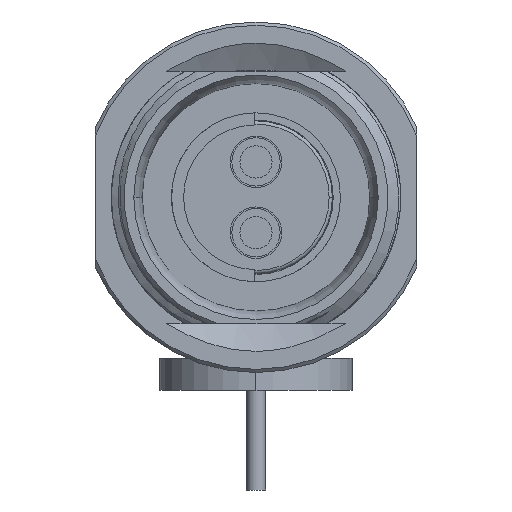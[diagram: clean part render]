
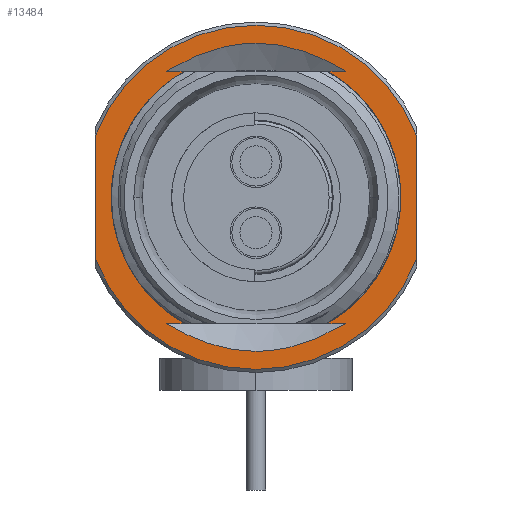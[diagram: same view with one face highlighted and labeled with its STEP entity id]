
A CAD part, front view. The second image highlights one B-rep face of the part: STEP entity #13484.
In plain terms, the highlighted planar face has unit normal (0, -1, 0).
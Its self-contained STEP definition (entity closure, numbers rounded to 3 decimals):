
#3713=CARTESIAN_POINT('',(5.,-14.07,7.903));
#3714=VERTEX_POINT('',#3713);
#3715=CARTESIAN_POINT('',(-5.,-14.07,7.903));
#3716=VERTEX_POINT('',#3715);
#3717=CARTESIAN_POINT('',(0.,-14.07,6.0));
#3718=DIRECTION('',(0.,-1.0,0.));
#3719=DIRECTION('',(0.935,0.,0.356));
#3720=AXIS2_PLACEMENT_3D('',#3717,#3718,#3719);
#3721=CIRCLE('',#3720,5.35);
#3722=EDGE_CURVE('',#3714,#3716,#3721,.T.);
#3752=CARTESIAN_POINT('',(5.,-14.07,4.097));
#3753=VERTEX_POINT('',#3752);
#3763=CARTESIAN_POINT('',(-5.,-14.07,4.097));
#3764=VERTEX_POINT('',#3763);
#3765=CARTESIAN_POINT('',(0.,-14.07,6.0));
#3766=DIRECTION('',(0.,-1.0,0.));
#3767=DIRECTION('',(-0.935,0.,-0.356));
#3768=AXIS2_PLACEMENT_3D('',#3765,#3766,#3767);
#3769=CIRCLE('',#3768,5.35);
#3770=EDGE_CURVE('',#3764,#3753,#3769,.T.);
#3789=CARTESIAN_POINT('',(2.784,-14.07,9.925));
#3790=VERTEX_POINT('',#3789);
#3791=CARTESIAN_POINT('',(-2.784,-14.07,9.925));
#3792=VERTEX_POINT('',#3791);
#3800=CARTESIAN_POINT('',(0.,-14.07,10.791));
#3801=VERTEX_POINT('',#3800);
#3802=CARTESIAN_POINT('',(-11.12,-14.07,0.55));
#3803=CARTESIAN_POINT('',(0.,-14.07,16.518));
#3804=CARTESIAN_POINT('',(11.12,-14.07,0.55));
#3812=(BOUNDED_CURVE()B_SPLINE_CURVE(2,(#3802,#3803,#3804),.UNSPECIFIED.,.F.,.U.)B_SPLINE_CURVE_WITH_KNOTS((3,3),(0.0,30.234),.UNSPECIFIED.)CURVE()GEOMETRIC_REPRESENTATION_ITEM()RATIONAL_B_SPLINE_CURVE((1.0,1.788,1.0))REPRESENTATION_ITEM(''));
#3813=EDGE_CURVE('',#3801,#3790,#3812,.T.);
#3815=CARTESIAN_POINT('',(-11.12,-14.07,0.55));
#3816=CARTESIAN_POINT('',(0.,-14.07,16.518));
#3817=CARTESIAN_POINT('',(11.12,-14.07,0.55));
#3825=(BOUNDED_CURVE()B_SPLINE_CURVE(2,(#3815,#3816,#3817),.UNSPECIFIED.,.F.,.U.)B_SPLINE_CURVE_WITH_KNOTS((3,3),(0.0,30.234),.UNSPECIFIED.)CURVE()GEOMETRIC_REPRESENTATION_ITEM()RATIONAL_B_SPLINE_CURVE((1.0,1.788,1.0))REPRESENTATION_ITEM(''));
#3826=EDGE_CURVE('',#3792,#3801,#3825,.T.);
#3836=CARTESIAN_POINT('',(2.784,-14.07,2.075));
#3837=VERTEX_POINT('',#3836);
#3838=CARTESIAN_POINT('',(0.,-14.07,1.209));
#3839=VERTEX_POINT('',#3838);
#3840=CARTESIAN_POINT('',(11.12,-14.07,11.45));
#3841=CARTESIAN_POINT('',(0.,-14.07,-4.518));
#3842=CARTESIAN_POINT('',(-11.12,-14.07,11.45));
#3850=(BOUNDED_CURVE()B_SPLINE_CURVE(2,(#3840,#3841,#3842),.UNSPECIFIED.,.F.,.U.)B_SPLINE_CURVE_WITH_KNOTS((3,3),(0.0,30.234),.UNSPECIFIED.)CURVE()GEOMETRIC_REPRESENTATION_ITEM()RATIONAL_B_SPLINE_CURVE((1.0,1.788,1.0))REPRESENTATION_ITEM(''));
#3851=EDGE_CURVE('',#3837,#3839,#3850,.T.);
#3853=CARTESIAN_POINT('',(-2.784,-14.07,2.075));
#3854=VERTEX_POINT('',#3853);
#3862=CARTESIAN_POINT('',(11.12,-14.07,11.45));
#3863=CARTESIAN_POINT('',(0.,-14.07,-4.518));
#3864=CARTESIAN_POINT('',(-11.12,-14.07,11.45));
#3872=(BOUNDED_CURVE()B_SPLINE_CURVE(2,(#3862,#3863,#3864),.UNSPECIFIED.,.F.,.U.)B_SPLINE_CURVE_WITH_KNOTS((3,3),(0.0,30.234),.UNSPECIFIED.)CURVE()GEOMETRIC_REPRESENTATION_ITEM()RATIONAL_B_SPLINE_CURVE((1.0,1.788,1.0))REPRESENTATION_ITEM(''));
#3873=EDGE_CURVE('',#3839,#3854,#3872,.T.);
#4731=CARTESIAN_POINT('',(-2.201,-14.07,2.075));
#4732=VERTEX_POINT('',#4731);
#4739=CARTESIAN_POINT('',(-2.784,-14.07,2.075));
#4740=DIRECTION('',(1.0,0.0,0.0));
#4741=VECTOR('',#4740,0.583);
#4742=LINE('',#4739,#4741);
#4743=EDGE_CURVE('',#3854,#4732,#4742,.T.);
#4746=CARTESIAN_POINT('',(2.201,-14.07,2.075));
#4747=VERTEX_POINT('',#4746);
#4748=CARTESIAN_POINT('',(2.201,-14.07,2.075));
#4749=DIRECTION('',(1.0,0.0,0.0));
#4750=VECTOR('',#4749,0.583);
#4751=LINE('',#4748,#4750);
#4752=EDGE_CURVE('',#4747,#3837,#4751,.T.);
#9060=CARTESIAN_POINT('',(2.201,-14.07,9.925));
#9061=VERTEX_POINT('',#9060);
#9068=CARTESIAN_POINT('',(2.201,-14.07,9.925));
#9069=DIRECTION('',(1.0,0.0,0.0));
#9070=VECTOR('',#9069,0.583);
#9071=LINE('',#9068,#9070);
#9072=EDGE_CURVE('',#9061,#3790,#9071,.T.);
#9075=CARTESIAN_POINT('',(-2.201,-14.07,9.925));
#9076=VERTEX_POINT('',#9075);
#9077=CARTESIAN_POINT('',(-2.784,-14.07,9.925));
#9078=DIRECTION('',(1.0,0.0,0.0));
#9079=VECTOR('',#9078,0.583);
#9080=LINE('',#9077,#9079);
#9081=EDGE_CURVE('',#3792,#9076,#9080,.T.);
#13434=CARTESIAN_POINT('',(0.,-14.07,6.0));
#13435=DIRECTION('',(0.,-1.0,0.));
#13436=DIRECTION('',(-0.489,0.,0.872));
#13437=AXIS2_PLACEMENT_3D('',#13434,#13435,#13436);
#13438=CIRCLE('',#13437,4.5);
#13439=EDGE_CURVE('',#9076,#4732,#13438,.T.);
#13445=CARTESIAN_POINT('',(5.5,-14.07,0.115));
#13446=DIRECTION('',(0.0,1.0,0.0));
#13447=DIRECTION('',(-1.0,0.0,0.0));
#13448=AXIS2_PLACEMENT_3D('',#13445,#13446,#13447);
#13449=PLANE('',#13448);
#13450=CARTESIAN_POINT('',(5.,-14.07,7.903));
#13451=DIRECTION('',(0.0,0.0,-1.0));
#13452=VECTOR('',#13451,3.807);
#13453=LINE('',#13450,#13452);
#13454=EDGE_CURVE('',#3714,#3753,#13453,.T.);
#13455=ORIENTED_EDGE('',*,*,#13454,.F.);
#13456=ORIENTED_EDGE('',*,*,#3722,.T.);
#13457=CARTESIAN_POINT('',(-5.,-14.07,4.097));
#13458=DIRECTION('',(0.0,0.0,1.0));
#13459=VECTOR('',#13458,3.807);
#13460=LINE('',#13457,#13459);
#13461=EDGE_CURVE('',#3764,#3716,#13460,.T.);
#13462=ORIENTED_EDGE('',*,*,#13461,.F.);
#13463=ORIENTED_EDGE('',*,*,#3770,.T.);
#13464=EDGE_LOOP('',(#13455,#13456,#13462,#13463));
#13465=FACE_OUTER_BOUND('',#13464,.T.);
#13466=ORIENTED_EDGE('',*,*,#13439,.F.);
#13467=ORIENTED_EDGE('',*,*,#9081,.F.);
#13468=ORIENTED_EDGE('',*,*,#3826,.T.);
#13469=ORIENTED_EDGE('',*,*,#3813,.T.);
#13470=ORIENTED_EDGE('',*,*,#9072,.F.);
#13471=CARTESIAN_POINT('',(0.,-14.07,6.0));
#13472=DIRECTION('',(0.,1.0,0.));
#13473=DIRECTION('',(0.489,0.,0.872));
#13474=AXIS2_PLACEMENT_3D('',#13471,#13472,#13473);
#13475=CIRCLE('',#13474,4.5);
#13476=EDGE_CURVE('',#9061,#4747,#13475,.T.);
#13477=ORIENTED_EDGE('',*,*,#13476,.T.);
#13478=ORIENTED_EDGE('',*,*,#4752,.T.);
#13479=ORIENTED_EDGE('',*,*,#3851,.T.);
#13480=ORIENTED_EDGE('',*,*,#3873,.T.);
#13481=ORIENTED_EDGE('',*,*,#4743,.T.);
#13482=EDGE_LOOP('',(#13466,#13467,#13468,#13469,#13470,#13477,#13478,#13479,#13480,#13481));
#13483=FACE_BOUND('',#13482,.T.);
#13484=ADVANCED_FACE('',(#13465,#13483),#13449,.F.);
